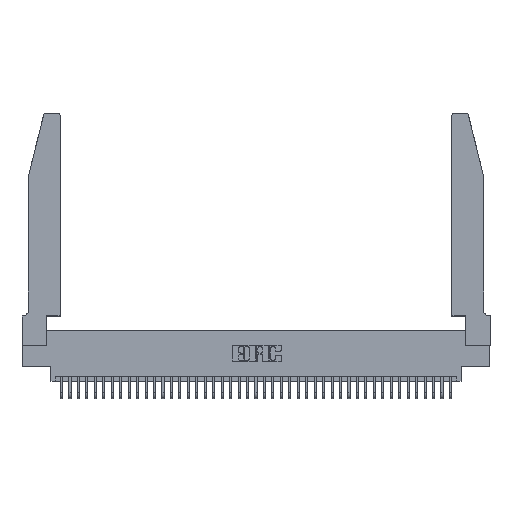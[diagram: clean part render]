
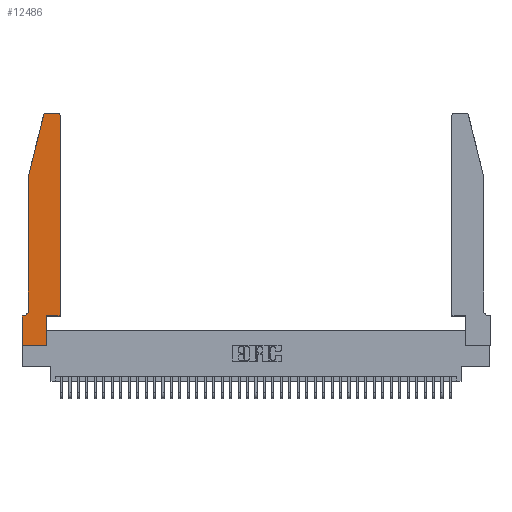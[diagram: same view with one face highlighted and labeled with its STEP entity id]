
A CAD part, top view. The second image highlights one B-rep face of the part: STEP entity #12486.
In plain terms, the highlighted planar face has unit normal (0, 0, 1).
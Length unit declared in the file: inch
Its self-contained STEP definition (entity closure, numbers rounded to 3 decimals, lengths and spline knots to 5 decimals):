
#86 = VECTOR ( 'NONE', #11267, 39.37008 ) ;
#183 = LINE ( 'NONE', #12334, #16698 ) ;
#1827 = DIRECTION ( 'NONE',  ( 0., -1., 0. ) ) ;
#2239 = DIRECTION ( 'NONE',  ( 1., 0., 0. ) ) ;
#2430 = ORIENTED_EDGE ( 'NONE', *, *, #37659, .T. ) ;
#2774 = ORIENTED_EDGE ( 'NONE', *, *, #37933, .T. ) ;
#3398 = CARTESIAN_POINT ( 'NONE',  ( 0.4505, 2.72, 0.37 ) ) ;
#4120 = VERTEX_POINT ( 'NONE', #10641 ) ;
#4307 = VERTEX_POINT ( 'NONE', #29080 ) ;
#4946 = EDGE_CURVE ( 'NONE', #28501, #36260, #40427, .T. ) ;
#5042 = CARTESIAN_POINT ( 'NONE',  ( 0.0755, 2., 0.37 ) ) ;
#5077 = CIRCLE ( 'NONE', #21668, 0.03 ) ;
#6064 = CARTESIAN_POINT ( 'NONE',  ( 0.2865, 0.35, 0.37 ) ) ;
#6328 = CARTESIAN_POINT ( 'NONE',  ( 0., 0., 0.37 ) ) ;
#6784 = LINE ( 'NONE', #42061, #24255 ) ;
#7221 = VECTOR ( 'NONE', #16360, 39.37008 ) ;
#8532 = EDGE_LOOP ( 'NONE', ( #2430, #24878, #26188, #19475, #12528, #27608, #24057, #2774, #37567, #11228, #24887, #17803 ) ) ;
#8559 = CARTESIAN_POINT ( 'NONE',  ( 0.0055, 0.42, 0.37 ) ) ;
#9657 = CARTESIAN_POINT ( 'NONE',  ( 0., 0.35, 0.37 ) ) ;
#9724 = VERTEX_POINT ( 'NONE', #36716 ) ;
#9862 = CARTESIAN_POINT ( 'NONE',  ( 0., 0., 0.37 ) ) ;
#10641 = CARTESIAN_POINT ( 'NONE',  ( 0.25487, 2.72718, 0.37 ) ) ;
#11053 = VECTOR ( 'NONE', #34508, 39.37008 ) ;
#11228 = ORIENTED_EDGE ( 'NONE', *, *, #26861, .T. ) ;
#11267 = DIRECTION ( 'NONE',  ( -0.239, -0.971, 0. ) ) ;
#12334 = CARTESIAN_POINT ( 'NONE',  ( 0.0755, 0.35, 0.37 ) ) ;
#12486 = ADVANCED_FACE ( 'NONE', ( #28366 ), #16540, .T. ) ;
#12528 = ORIENTED_EDGE ( 'NONE', *, *, #15521, .T. ) ;
#14269 = VERTEX_POINT ( 'NONE', #20848 ) ;
#14487 = EDGE_CURVE ( 'NONE', #9724, #42503, #28264, .T. ) ;
#14521 = EDGE_CURVE ( 'NONE', #16948, #14269, #5077, .T. ) ;
#15126 = AXIS2_PLACEMENT_3D ( 'NONE', #42213, #35431, #18968 ) ;
#15521 = EDGE_CURVE ( 'NONE', #42503, #4307, #16833, .T. ) ;
#15777 = DIRECTION ( 'NONE',  ( -1., 0., 0. ) ) ;
#16010 = CARTESIAN_POINT ( 'NONE',  ( 0.2865, 0., 0.37 ) ) ;
#16183 = DIRECTION ( 'NONE',  ( 0., 0., 1. ) ) ;
#16268 = DIRECTION ( 'NONE',  ( 1., 0., 0. ) ) ;
#16310 = CARTESIAN_POINT ( 'NONE',  ( 0.4205, 2.72, 0.37 ) ) ;
#16360 = DIRECTION ( 'NONE',  ( 1., 0., 0. ) ) ;
#16540 = PLANE ( 'NONE',  #18356 ) ;
#16683 = DIRECTION ( 'NONE',  ( 0., 1., 0. ) ) ;
#16698 = VECTOR ( 'NONE', #35303, 39.37008 ) ;
#16833 = CIRCLE ( 'NONE', #24192, 0.07 ) ;
#16837 = EDGE_CURVE ( 'NONE', #28435, #4120, #37909, .T. ) ;
#16948 = VERTEX_POINT ( 'NONE', #3398 ) ;
#17006 = LINE ( 'NONE', #6328, #7221 ) ;
#17246 = EDGE_CURVE ( 'NONE', #36859, #16948, #41564, .T. ) ;
#17803 = ORIENTED_EDGE ( 'NONE', *, *, #14521, .T. ) ;
#18165 = VERTEX_POINT ( 'NONE', #16010 ) ;
#18353 = DIRECTION ( 'NONE',  ( -1., 0., 0. ) ) ;
#18356 = AXIS2_PLACEMENT_3D ( 'NONE', #9657, #36059, #16268 ) ;
#18933 = LINE ( 'NONE', #41395, #29782 ) ;
#18968 = DIRECTION ( 'NONE',  ( 1., 0., 0. ) ) ;
#19187 = CARTESIAN_POINT ( 'NONE',  ( 0.4505, 0.35, 0.37 ) ) ;
#19475 = ORIENTED_EDGE ( 'NONE', *, *, #14487, .T. ) ;
#20220 = CARTESIAN_POINT ( 'NONE',  ( 0.284, 2.75, 0.37 ) ) ;
#20325 = CARTESIAN_POINT ( 'NONE',  ( 0.0755, 0.42, 0.37 ) ) ;
#20848 = CARTESIAN_POINT ( 'NONE',  ( 0.4205, 2.75, 0.37 ) ) ;
#21668 = AXIS2_PLACEMENT_3D ( 'NONE', #16310, #16183, #22640 ) ;
#22386 = EDGE_CURVE ( 'NONE', #4120, #9724, #36758, .T. ) ;
#22554 = VECTOR ( 'NONE', #1827, 39.37008 ) ;
#22640 = DIRECTION ( 'NONE',  ( 1., 0., 0. ) ) ;
#22737 = CARTESIAN_POINT ( 'NONE',  ( 0., 0.35, 0.37 ) ) ;
#24057 = ORIENTED_EDGE ( 'NONE', *, *, #4946, .T. ) ;
#24192 = AXIS2_PLACEMENT_3D ( 'NONE', #8559, #24813, #18353 ) ;
#24255 = VECTOR ( 'NONE', #15777, 39.37008 ) ;
#24378 = CARTESIAN_POINT ( 'NONE',  ( 0.4505, 0.35, 0.37 ) ) ;
#24813 = DIRECTION ( 'NONE',  ( 0., 0., -1. ) ) ;
#24878 = ORIENTED_EDGE ( 'NONE', *, *, #16837, .T. ) ;
#24887 = ORIENTED_EDGE ( 'NONE', *, *, #17246, .T. ) ;
#26188 = ORIENTED_EDGE ( 'NONE', *, *, #22386, .T. ) ;
#26861 = EDGE_CURVE ( 'NONE', #39461, #36859, #28142, .T. ) ;
#27608 = ORIENTED_EDGE ( 'NONE', *, *, #32778, .T. ) ;
#28142 = LINE ( 'NONE', #34394, #35911 ) ;
#28264 = LINE ( 'NONE', #5042, #22554 ) ;
#28316 = DIRECTION ( 'NONE',  ( 0., -1., 0. ) ) ;
#28366 = FACE_OUTER_BOUND ( 'NONE', #8532, .T. ) ;
#28435 = VERTEX_POINT ( 'NONE', #20220 ) ;
#28501 = VERTEX_POINT ( 'NONE', #22737 ) ;
#29080 = CARTESIAN_POINT ( 'NONE',  ( 0.0055, 0.35, 0.37 ) ) ;
#29782 = VECTOR ( 'NONE', #16683, 39.37008 ) ;
#31776 = CARTESIAN_POINT ( 'NONE',  ( 0., 0., 0.37 ) ) ;
#32778 = EDGE_CURVE ( 'NONE', #4307, #28501, #183, .T. ) ;
#34394 = CARTESIAN_POINT ( 'NONE',  ( 0.4505, 0.35, 0.37 ) ) ;
#34508 = DIRECTION ( 'NONE',  ( 0., 1., 0. ) ) ;
#35303 = DIRECTION ( 'NONE',  ( -1., 0., 0. ) ) ;
#35431 = DIRECTION ( 'NONE',  ( 0., 0., 1. ) ) ;
#35911 = VECTOR ( 'NONE', #2239, 39.37008 ) ;
#36059 = DIRECTION ( 'NONE',  ( 0., 0., 1. ) ) ;
#36260 = VERTEX_POINT ( 'NONE', #9862 ) ;
#36716 = CARTESIAN_POINT ( 'NONE',  ( 0.0755, 2., 0.37 ) ) ;
#36758 = LINE ( 'NONE', #40740, #86 ) ;
#36859 = VERTEX_POINT ( 'NONE', #19187 ) ;
#37567 = ORIENTED_EDGE ( 'NONE', *, *, #41092, .T. ) ;
#37659 = EDGE_CURVE ( 'NONE', #14269, #28435, #6784, .T. ) ;
#37867 = VECTOR ( 'NONE', #28316, 39.37008 ) ;
#37909 = CIRCLE ( 'NONE', #15126, 0.03 ) ;
#37933 = EDGE_CURVE ( 'NONE', #36260, #18165, #17006, .T. ) ;
#39461 = VERTEX_POINT ( 'NONE', #6064 ) ;
#40427 = LINE ( 'NONE', #31776, #37867 ) ;
#40740 = CARTESIAN_POINT ( 'NONE',  ( 0.0755, 2., 0.37 ) ) ;
#41092 = EDGE_CURVE ( 'NONE', #18165, #39461, #18933, .T. ) ;
#41395 = CARTESIAN_POINT ( 'NONE',  ( 0.2865, 0.35, 0.37 ) ) ;
#41564 = LINE ( 'NONE', #24378, #11053 ) ;
#42061 = CARTESIAN_POINT ( 'NONE',  ( 0.2605, 2.75, 0.37 ) ) ;
#42213 = CARTESIAN_POINT ( 'NONE',  ( 0.284, 2.72, 0.37 ) ) ;
#42503 = VERTEX_POINT ( 'NONE', #20325 ) ;
